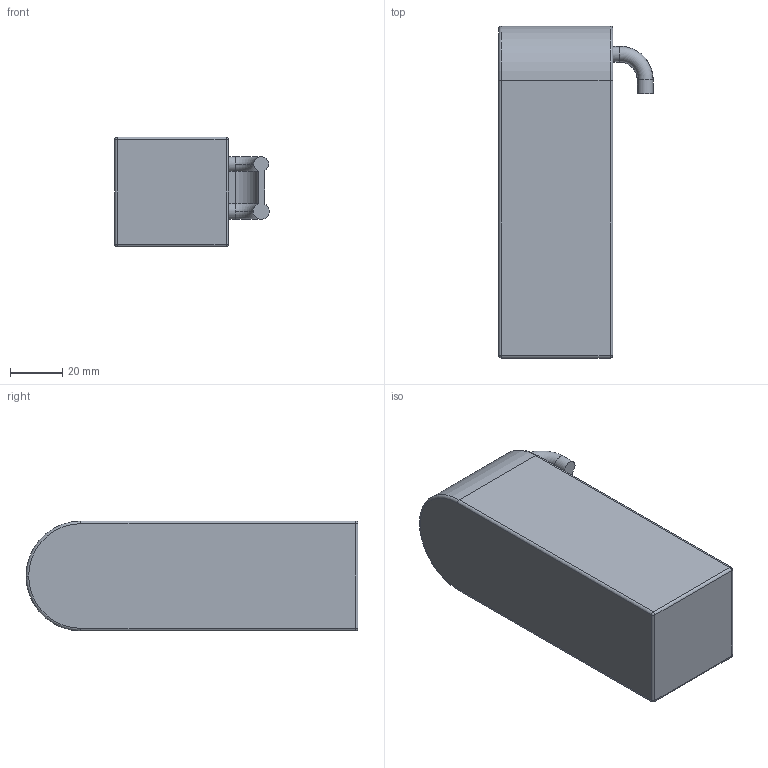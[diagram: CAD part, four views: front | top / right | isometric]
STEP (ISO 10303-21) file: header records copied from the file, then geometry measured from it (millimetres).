
FILE_DESCRIPTION (( 'STEP AP214' ), '1' );
FILE_NAME ('Bateria FlightPower DR30.STEP', '2017-03-07T20:56:37', ( 'Fernando Chavez' ), ( '' ), 'SwSTEP 2.0', 'SolidWorks 2017', '' );
FILE_SCHEMA (( 'AUTOMOTIVE_DESIGN' ));
Length unit declared in the file: millimetre
Products named in the file (1): Bateria FlightPower DR30
Bounding box: 59.12 x 127 x 42 mm (x, y, z)
Volume: 226189 mm3; surface area: 25275.1 mm2
Topology: 1 solids, 1 shells, 45 faces, 100 edges, 54 vertices
Faces by surface type: cylinder 21, torus 10, plane 10, sphere 4
Entity records: 1702 total; most frequent: DIRECTION 244, CARTESIAN_POINT 196, ORIENTED_EDGE 192, AXIS2_PLACEMENT_3D 102, EDGE_CURVE 96, CIRCLE 56, VERTEX_POINT 54, EDGE_LOOP 46
